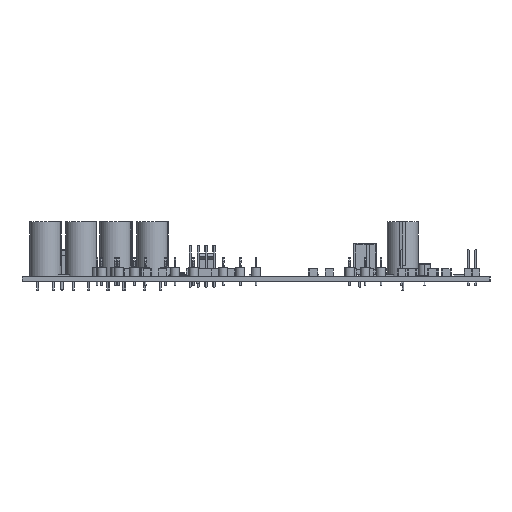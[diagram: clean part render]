
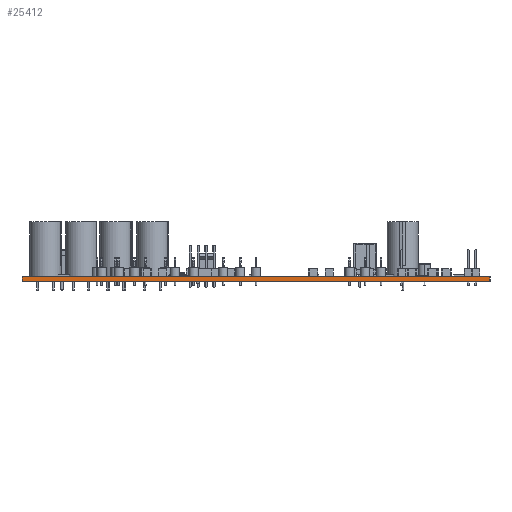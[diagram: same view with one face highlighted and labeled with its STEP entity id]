
A CAD part, left-side view. The second image highlights one B-rep face of the part: STEP entity #25412.
In plain terms, the highlighted planar face has unit normal (-1, 0, 0).
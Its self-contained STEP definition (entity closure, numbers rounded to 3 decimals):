
#25356 = VERTEX_POINT('',#25357);
#25357 = CARTESIAN_POINT('',(25.,-175.,1.51));
#25363 = EDGE_CURVE('',#25364,#25356,#25366,.T.);
#25364 = VERTEX_POINT('',#25365);
#25365 = CARTESIAN_POINT('',(25.,-175.,0.));
#25366 = LINE('',#25367,#25368);
#25367 = CARTESIAN_POINT('',(25.,-175.,0.));
#25368 = VECTOR('',#25369,1.);
#25369 = DIRECTION('',(0.,0.,1.));
#25412 = ADVANCED_FACE('',(#25413),#25438,.T.);
#25413 = FACE_BOUND('',#25414,.T.);
#25414 = EDGE_LOOP('',(#25415,#25416,#25424,#25432));
#25415 = ORIENTED_EDGE('',*,*,#25363,.T.);
#25416 = ORIENTED_EDGE('',*,*,#25417,.T.);
#25417 = EDGE_CURVE('',#25356,#25418,#25420,.T.);
#25418 = VERTEX_POINT('',#25419);
#25419 = CARTESIAN_POINT('',(25.,-25.,1.51));
#25420 = LINE('',#25421,#25422);
#25421 = CARTESIAN_POINT('',(25.,-175.,1.51));
#25422 = VECTOR('',#25423,1.);
#25423 = DIRECTION('',(0.,1.,0.));
#25424 = ORIENTED_EDGE('',*,*,#25425,.F.);
#25425 = EDGE_CURVE('',#25426,#25418,#25428,.T.);
#25426 = VERTEX_POINT('',#25427);
#25427 = CARTESIAN_POINT('',(25.,-25.,0.));
#25428 = LINE('',#25429,#25430);
#25429 = CARTESIAN_POINT('',(25.,-25.,0.));
#25430 = VECTOR('',#25431,1.);
#25431 = DIRECTION('',(0.,0.,1.));
#25432 = ORIENTED_EDGE('',*,*,#25433,.F.);
#25433 = EDGE_CURVE('',#25364,#25426,#25434,.T.);
#25434 = LINE('',#25435,#25436);
#25435 = CARTESIAN_POINT('',(25.,-175.,0.));
#25436 = VECTOR('',#25437,1.);
#25437 = DIRECTION('',(0.,1.,0.));
#25438 = PLANE('',#25439);
#25439 = AXIS2_PLACEMENT_3D('',#25440,#25441,#25442);
#25440 = CARTESIAN_POINT('',(25.,-175.,0.));
#25441 = DIRECTION('',(-1.,0.,0.));
#25442 = DIRECTION('',(0.,1.,0.));
